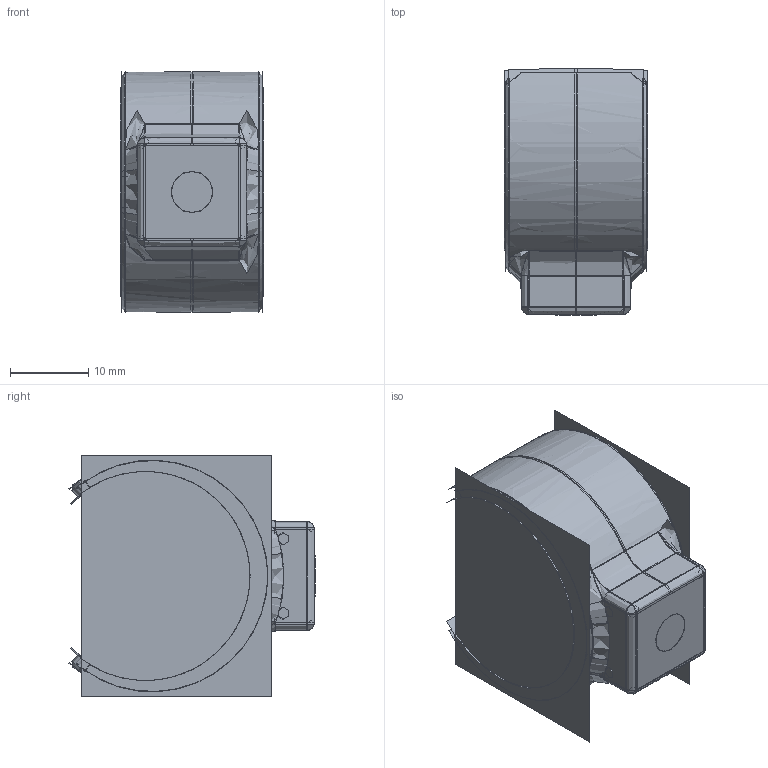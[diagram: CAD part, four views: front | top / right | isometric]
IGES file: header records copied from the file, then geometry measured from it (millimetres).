
Start section:  PTC IGES file: 186359.igs
Global section: file name: 186359.igs; native system: Creo Parametric by Parametric Technology Corporation; preprocessor: 2016010; author: pdmadmin; organization: Unknown; date: 20160812.094407; units: millimetre
Bounding box: 18.36 x 31.44 x 30.77 mm (x, y, z)
Volume: 3384.9 mm3; surface area: 16229 mm2
Topology: 2 solids, 2 shells, 198 faces, 968 edges, 1218 vertices
Faces by surface type: revolution 116, bspline 82
